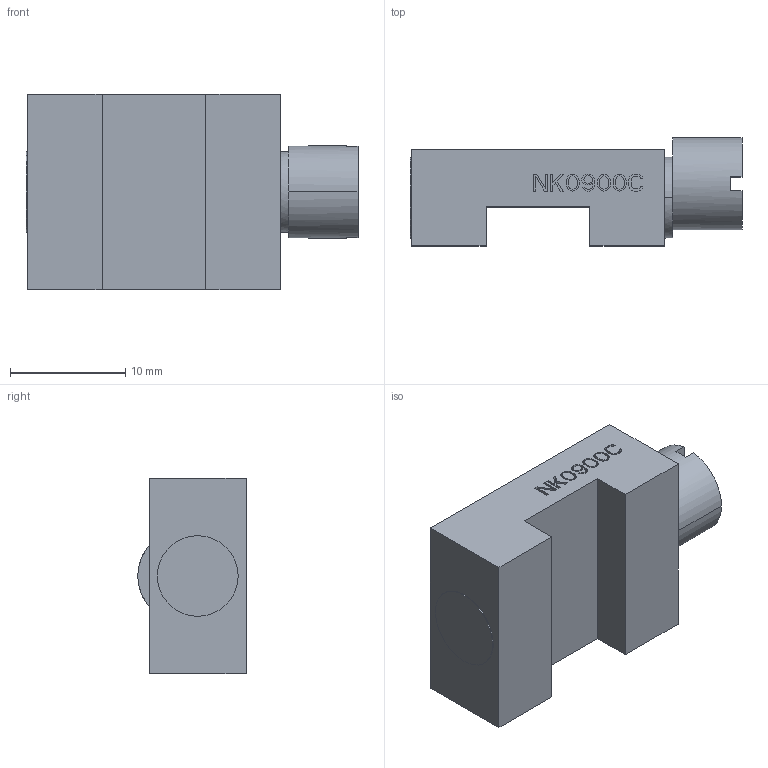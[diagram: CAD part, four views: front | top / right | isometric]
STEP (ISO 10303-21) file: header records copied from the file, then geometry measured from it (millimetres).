
FILE_DESCRIPTION((''),'2;1');
FILE_NAME('NK0900C','2024-08-07T21:23:04',('lx'),(''),'CREO PARAMETRIC BY PTC INC, 2018100','CREO PARAMETRIC BY PTC INC, 2018100','');
FILE_SCHEMA(('CONFIG_CONTROL_DESIGN'));
Length unit declared in the file: millimetre
Products named in the file (1): NK0900C
Bounding box: 28.8 x 9.4 x 17 mm (x, y, z)
Volume: 2819.9 mm3; surface area: 1879.6 mm2
Topology: 1 solids, 2 shells, 305 faces, 850 edges, 566 vertices
Faces by surface type: plane 289, cylinder 16
Entity records: 9644 total; most frequent: CARTESIAN_POINT 1721, ORIENTED_EDGE 1700, DIRECTION 1500, EDGE_CURVE 850, VECTOR 810, LINE 810, VERTEX_POINT 566, AXIS2_PLACEMENT_3D 345
